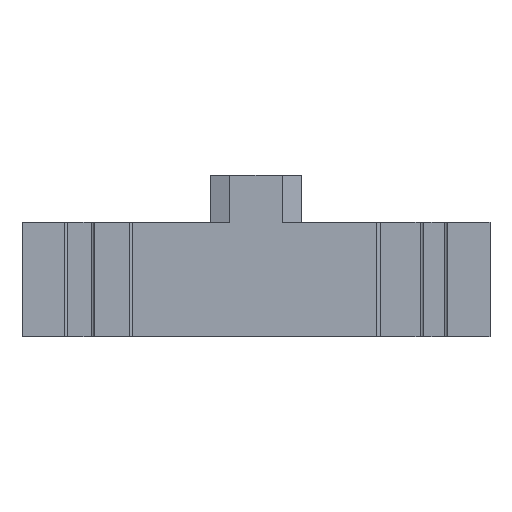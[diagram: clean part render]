
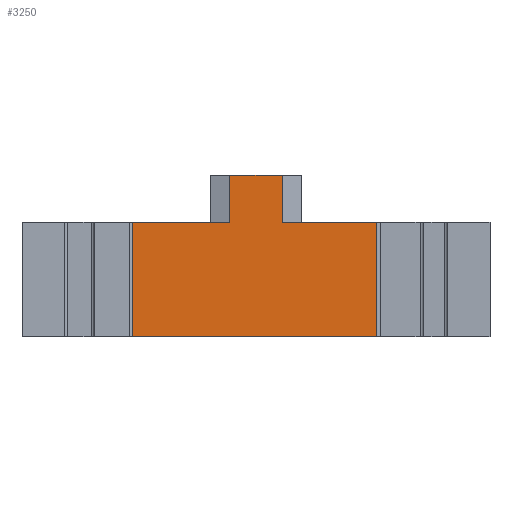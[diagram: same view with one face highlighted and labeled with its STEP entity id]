
A CAD part, front view. The second image highlights one B-rep face of the part: STEP entity #3250.
In plain terms, the highlighted planar face has unit normal (0, -1, 0).
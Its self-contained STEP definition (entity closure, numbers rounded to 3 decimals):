
#32 = PLANE('',#33);
#33 = AXIS2_PLACEMENT_3D('',#34,#35,#36);
#34 = CARTESIAN_POINT('',(15.9,-40.,-5.5));
#35 = DIRECTION('',(0.,0.,-1.));
#36 = DIRECTION('',(-1.,0.,0.));
#287 = VERTEX_POINT('',#288);
#288 = CARTESIAN_POINT('',(8.2,-39.9,-5.5));
#307 = CYLINDRICAL_SURFACE('',#308,0.2);
#308 = AXIS2_PLACEMENT_3D('',#309,#310,#311);
#309 = CARTESIAN_POINT('',(8.4,-39.9,-5.5));
#310 = DIRECTION('',(0.,0.,1.));
#311 = DIRECTION('',(0.,1.,0.));
#319 = EDGE_CURVE('',#287,#320,#322,.T.);
#320 = VERTEX_POINT('',#321);
#321 = CARTESIAN_POINT('',(-8.4,-39.9,-5.5));
#322 = SURFACE_CURVE('',#323,(#327,#334),.PCURVE_S1.);
#323 = LINE('',#324,#325);
#324 = CARTESIAN_POINT('',(8.2,-39.9,-5.5));
#325 = VECTOR('',#326,1.);
#326 = DIRECTION('',(-1.,0.,0.));
#327 = PCURVE('',#32,#328);
#328 = DEFINITIONAL_REPRESENTATION('',(#329),#333);
#329 = LINE('',#330,#331);
#330 = CARTESIAN_POINT('',(7.7,0.1));
#331 = VECTOR('',#332,1.);
#332 = DIRECTION('',(1.,0.));
#333 = ( GEOMETRIC_REPRESENTATION_CONTEXT(2) 
PARAMETRIC_REPRESENTATION_CONTEXT() REPRESENTATION_CONTEXT('2D SPACE',''
  ) );
#334 = PCURVE('',#335,#340);
#335 = PLANE('',#336);
#336 = AXIS2_PLACEMENT_3D('',#337,#338,#339);
#337 = CARTESIAN_POINT('',(8.,-39.9,-7.7));
#338 = DIRECTION('',(0.,1.,0.));
#339 = DIRECTION('',(0.,0.,1.));
#340 = DEFINITIONAL_REPRESENTATION('',(#341),#345);
#341 = LINE('',#342,#343);
#342 = CARTESIAN_POINT('',(2.2,0.2));
#343 = VECTOR('',#344,1.);
#344 = DIRECTION('',(0.,-1.));
#345 = ( GEOMETRIC_REPRESENTATION_CONTEXT(2) 
PARAMETRIC_REPRESENTATION_CONTEXT() REPRESENTATION_CONTEXT('2D SPACE',''
  ) );
#363 = PLANE('',#364);
#364 = AXIS2_PLACEMENT_3D('',#365,#366,#367);
#365 = CARTESIAN_POINT('',(-8.4,-39.1,2.3));
#366 = DIRECTION('',(-1.,0.,0.));
#367 = DIRECTION('',(0.,-1.,0.));
#2579 = PLANE('',#2580);
#2580 = AXIS2_PLACEMENT_3D('',#2581,#2582,#2583);
#2581 = CARTESIAN_POINT('',(-15.9,-40.,2.3));
#2582 = DIRECTION('',(0.,0.,1.));
#2583 = DIRECTION('',(1.,0.,-0.));
#3200 = EDGE_CURVE('',#287,#3201,#3203,.T.);
#3201 = VERTEX_POINT('',#3202);
#3202 = CARTESIAN_POINT('',(8.2,-39.9,2.3));
#3203 = SURFACE_CURVE('',#3204,(#3208,#3215),.PCURVE_S1.);
#3204 = LINE('',#3205,#3206);
#3205 = CARTESIAN_POINT('',(8.2,-39.9,-5.5));
#3206 = VECTOR('',#3207,1.);
#3207 = DIRECTION('',(0.,0.,1.));
#3208 = PCURVE('',#307,#3209);
#3209 = DEFINITIONAL_REPRESENTATION('',(#3210),#3214);
#3210 = LINE('',#3211,#3212);
#3211 = CARTESIAN_POINT('',(7.854,0.));
#3212 = VECTOR('',#3213,1.);
#3213 = DIRECTION('',(0.,1.));
#3214 = ( GEOMETRIC_REPRESENTATION_CONTEXT(2) 
PARAMETRIC_REPRESENTATION_CONTEXT() REPRESENTATION_CONTEXT('2D SPACE',''
  ) );
#3215 = PCURVE('',#335,#3216);
#3216 = DEFINITIONAL_REPRESENTATION('',(#3217),#3221);
#3217 = LINE('',#3218,#3219);
#3218 = CARTESIAN_POINT('',(2.2,0.2));
#3219 = VECTOR('',#3220,1.);
#3220 = DIRECTION('',(1.,0.));
#3221 = ( GEOMETRIC_REPRESENTATION_CONTEXT(2) 
PARAMETRIC_REPRESENTATION_CONTEXT() REPRESENTATION_CONTEXT('2D SPACE',''
  ) );
#3250 = ADVANCED_FACE('',(#3251),#335,.F.);
#3251 = FACE_BOUND('',#3252,.F.);
#3252 = EDGE_LOOP('',(#3253,#3254,#3277,#3305,#3333,#3361,#3389,#3410));
#3253 = ORIENTED_EDGE('',*,*,#319,.T.);
#3254 = ORIENTED_EDGE('',*,*,#3255,.T.);
#3255 = EDGE_CURVE('',#320,#3256,#3258,.T.);
#3256 = VERTEX_POINT('',#3257);
#3257 = CARTESIAN_POINT('',(-8.4,-39.9,2.3));
#3258 = SURFACE_CURVE('',#3259,(#3263,#3270),.PCURVE_S1.);
#3259 = LINE('',#3260,#3261);
#3260 = CARTESIAN_POINT('',(-8.4,-39.9,-1.6));
#3261 = VECTOR('',#3262,1.);
#3262 = DIRECTION('',(0.,-0.,1.));
#3263 = PCURVE('',#335,#3264);
#3264 = DEFINITIONAL_REPRESENTATION('',(#3265),#3269);
#3265 = LINE('',#3266,#3267);
#3266 = CARTESIAN_POINT('',(6.1,-16.4));
#3267 = VECTOR('',#3268,1.);
#3268 = DIRECTION('',(1.,0.));
#3269 = ( GEOMETRIC_REPRESENTATION_CONTEXT(2) 
PARAMETRIC_REPRESENTATION_CONTEXT() REPRESENTATION_CONTEXT('2D SPACE',''
  ) );
#3270 = PCURVE('',#363,#3271);
#3271 = DEFINITIONAL_REPRESENTATION('',(#3272),#3276);
#3272 = LINE('',#3273,#3274);
#3273 = CARTESIAN_POINT('',(0.8,-3.9));
#3274 = VECTOR('',#3275,1.);
#3275 = DIRECTION('',(0.,1.));
#3276 = ( GEOMETRIC_REPRESENTATION_CONTEXT(2) 
PARAMETRIC_REPRESENTATION_CONTEXT() REPRESENTATION_CONTEXT('2D SPACE',''
  ) );
#3277 = ORIENTED_EDGE('',*,*,#3278,.F.);
#3278 = EDGE_CURVE('',#3279,#3256,#3281,.T.);
#3279 = VERTEX_POINT('',#3280);
#3280 = CARTESIAN_POINT('',(-1.8,-39.9,2.3));
#3281 = SURFACE_CURVE('',#3282,(#3286,#3293),.PCURVE_S1.);
#3282 = LINE('',#3283,#3284);
#3283 = CARTESIAN_POINT('',(12.8,-39.9,2.3));
#3284 = VECTOR('',#3285,1.);
#3285 = DIRECTION('',(-1.,0.,0.));
#3286 = PCURVE('',#335,#3287);
#3287 = DEFINITIONAL_REPRESENTATION('',(#3288),#3292);
#3288 = LINE('',#3289,#3290);
#3289 = CARTESIAN_POINT('',(10.,4.8));
#3290 = VECTOR('',#3291,1.);
#3291 = DIRECTION('',(0.,-1.));
#3292 = ( GEOMETRIC_REPRESENTATION_CONTEXT(2) 
PARAMETRIC_REPRESENTATION_CONTEXT() REPRESENTATION_CONTEXT('2D SPACE',''
  ) );
#3293 = PCURVE('',#3294,#3299);
#3294 = PLANE('',#3295);
#3295 = AXIS2_PLACEMENT_3D('',#3296,#3297,#3298);
#3296 = CARTESIAN_POINT('',(-15.9,-40.,2.3));
#3297 = DIRECTION('',(0.,0.,1.));
#3298 = DIRECTION('',(1.,0.,-0.));
#3299 = DEFINITIONAL_REPRESENTATION('',(#3300),#3304);
#3300 = LINE('',#3301,#3302);
#3301 = CARTESIAN_POINT('',(28.7,0.1));
#3302 = VECTOR('',#3303,1.);
#3303 = DIRECTION('',(-1.,0.));
#3304 = ( GEOMETRIC_REPRESENTATION_CONTEXT(2) 
PARAMETRIC_REPRESENTATION_CONTEXT() REPRESENTATION_CONTEXT('2D SPACE',''
  ) );
#3305 = ORIENTED_EDGE('',*,*,#3306,.F.);
#3306 = EDGE_CURVE('',#3307,#3279,#3309,.T.);
#3307 = VERTEX_POINT('',#3308);
#3308 = CARTESIAN_POINT('',(-1.8,-39.9,5.5));
#3309 = SURFACE_CURVE('',#3310,(#3314,#3321),.PCURVE_S1.);
#3310 = LINE('',#3311,#3312);
#3311 = CARTESIAN_POINT('',(-1.8,-39.9,2.3));
#3312 = VECTOR('',#3313,1.);
#3313 = DIRECTION('',(0.,0.,-1.));
#3314 = PCURVE('',#335,#3315);
#3315 = DEFINITIONAL_REPRESENTATION('',(#3316),#3320);
#3316 = LINE('',#3317,#3318);
#3317 = CARTESIAN_POINT('',(10.,-9.8));
#3318 = VECTOR('',#3319,1.);
#3319 = DIRECTION('',(-1.,0.));
#3320 = ( GEOMETRIC_REPRESENTATION_CONTEXT(2) 
PARAMETRIC_REPRESENTATION_CONTEXT() REPRESENTATION_CONTEXT('2D SPACE',''
  ) );
#3321 = PCURVE('',#3322,#3327);
#3322 = PLANE('',#3323);
#3323 = AXIS2_PLACEMENT_3D('',#3324,#3325,#3326);
#3324 = CARTESIAN_POINT('',(-1.8,-40.,2.3));
#3325 = DIRECTION('',(-1.,0.,0.));
#3326 = DIRECTION('',(0.,0.,1.));
#3327 = DEFINITIONAL_REPRESENTATION('',(#3328),#3332);
#3328 = LINE('',#3329,#3330);
#3329 = CARTESIAN_POINT('',(0.,0.1));
#3330 = VECTOR('',#3331,1.);
#3331 = DIRECTION('',(-1.,0.));
#3332 = ( GEOMETRIC_REPRESENTATION_CONTEXT(2) 
PARAMETRIC_REPRESENTATION_CONTEXT() REPRESENTATION_CONTEXT('2D SPACE',''
  ) );
#3333 = ORIENTED_EDGE('',*,*,#3334,.F.);
#3334 = EDGE_CURVE('',#3335,#3307,#3337,.T.);
#3335 = VERTEX_POINT('',#3336);
#3336 = CARTESIAN_POINT('',(1.8,-39.9,5.5));
#3337 = SURFACE_CURVE('',#3338,(#3342,#3349),.PCURVE_S1.);
#3338 = LINE('',#3339,#3340);
#3339 = CARTESIAN_POINT('',(3.1,-39.9,5.5));
#3340 = VECTOR('',#3341,1.);
#3341 = DIRECTION('',(-1.,0.,0.));
#3342 = PCURVE('',#335,#3343);
#3343 = DEFINITIONAL_REPRESENTATION('',(#3344),#3348);
#3344 = LINE('',#3345,#3346);
#3345 = CARTESIAN_POINT('',(13.2,-4.9));
#3346 = VECTOR('',#3347,1.);
#3347 = DIRECTION('',(0.,-1.));
#3348 = ( GEOMETRIC_REPRESENTATION_CONTEXT(2) 
PARAMETRIC_REPRESENTATION_CONTEXT() REPRESENTATION_CONTEXT('2D SPACE',''
  ) );
#3349 = PCURVE('',#3350,#3355);
#3350 = PLANE('',#3351);
#3351 = AXIS2_PLACEMENT_3D('',#3352,#3353,#3354);
#3352 = CARTESIAN_POINT('',(-1.8,-40.,5.5));
#3353 = DIRECTION('',(0.,0.,1.));
#3354 = DIRECTION('',(1.,0.,-0.));
#3355 = DEFINITIONAL_REPRESENTATION('',(#3356),#3360);
#3356 = LINE('',#3357,#3358);
#3357 = CARTESIAN_POINT('',(4.9,0.1));
#3358 = VECTOR('',#3359,1.);
#3359 = DIRECTION('',(-1.,0.));
#3360 = ( GEOMETRIC_REPRESENTATION_CONTEXT(2) 
PARAMETRIC_REPRESENTATION_CONTEXT() REPRESENTATION_CONTEXT('2D SPACE',''
  ) );
#3361 = ORIENTED_EDGE('',*,*,#3362,.F.);
#3362 = EDGE_CURVE('',#3363,#3335,#3365,.T.);
#3363 = VERTEX_POINT('',#3364);
#3364 = CARTESIAN_POINT('',(1.8,-39.9,2.3));
#3365 = SURFACE_CURVE('',#3366,(#3370,#3377),.PCURVE_S1.);
#3366 = LINE('',#3367,#3368);
#3367 = CARTESIAN_POINT('',(1.8,-39.9,3.9));
#3368 = VECTOR('',#3369,1.);
#3369 = DIRECTION('',(-0.,0.,1.));
#3370 = PCURVE('',#335,#3371);
#3371 = DEFINITIONAL_REPRESENTATION('',(#3372),#3376);
#3372 = LINE('',#3373,#3374);
#3373 = CARTESIAN_POINT('',(11.6,-6.2));
#3374 = VECTOR('',#3375,1.);
#3375 = DIRECTION('',(1.,0.));
#3376 = ( GEOMETRIC_REPRESENTATION_CONTEXT(2) 
PARAMETRIC_REPRESENTATION_CONTEXT() REPRESENTATION_CONTEXT('2D SPACE',''
  ) );
#3377 = PCURVE('',#3378,#3383);
#3378 = PLANE('',#3379);
#3379 = AXIS2_PLACEMENT_3D('',#3380,#3381,#3382);
#3380 = CARTESIAN_POINT('',(1.8,-40.,5.5));
#3381 = DIRECTION('',(1.,-0.,0.));
#3382 = DIRECTION('',(0.,0.,-1.));
#3383 = DEFINITIONAL_REPRESENTATION('',(#3384),#3388);
#3384 = LINE('',#3385,#3386);
#3385 = CARTESIAN_POINT('',(1.6,0.1));
#3386 = VECTOR('',#3387,1.);
#3387 = DIRECTION('',(-1.,0.));
#3388 = ( GEOMETRIC_REPRESENTATION_CONTEXT(2) 
PARAMETRIC_REPRESENTATION_CONTEXT() REPRESENTATION_CONTEXT('2D SPACE',''
  ) );
#3389 = ORIENTED_EDGE('',*,*,#3390,.F.);
#3390 = EDGE_CURVE('',#3201,#3363,#3391,.T.);
#3391 = SURFACE_CURVE('',#3392,(#3396,#3403),.PCURVE_S1.);
#3392 = LINE('',#3393,#3394);
#3393 = CARTESIAN_POINT('',(12.8,-39.9,2.3));
#3394 = VECTOR('',#3395,1.);
#3395 = DIRECTION('',(-1.,0.,0.));
#3396 = PCURVE('',#335,#3397);
#3397 = DEFINITIONAL_REPRESENTATION('',(#3398),#3402);
#3398 = LINE('',#3399,#3400);
#3399 = CARTESIAN_POINT('',(10.,4.8));
#3400 = VECTOR('',#3401,1.);
#3401 = DIRECTION('',(0.,-1.));
#3402 = ( GEOMETRIC_REPRESENTATION_CONTEXT(2) 
PARAMETRIC_REPRESENTATION_CONTEXT() REPRESENTATION_CONTEXT('2D SPACE',''
  ) );
#3403 = PCURVE('',#2579,#3404);
#3404 = DEFINITIONAL_REPRESENTATION('',(#3405),#3409);
#3405 = LINE('',#3406,#3407);
#3406 = CARTESIAN_POINT('',(28.7,0.1));
#3407 = VECTOR('',#3408,1.);
#3408 = DIRECTION('',(-1.,0.));
#3409 = ( GEOMETRIC_REPRESENTATION_CONTEXT(2) 
PARAMETRIC_REPRESENTATION_CONTEXT() REPRESENTATION_CONTEXT('2D SPACE',''
  ) );
#3410 = ORIENTED_EDGE('',*,*,#3200,.F.);
